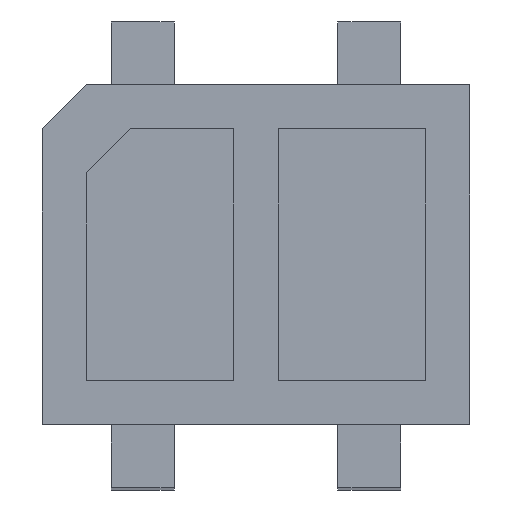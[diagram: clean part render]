
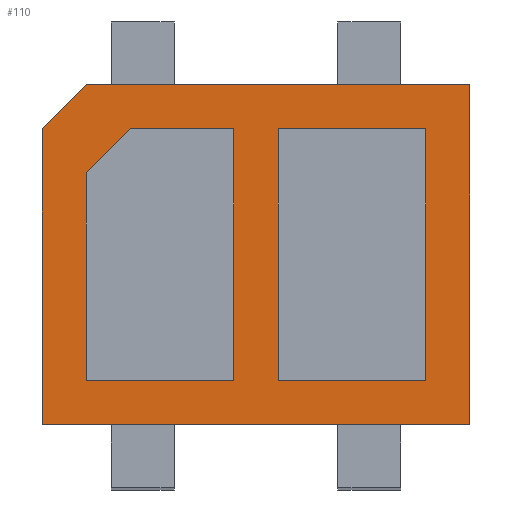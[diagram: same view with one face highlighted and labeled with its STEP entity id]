
A CAD part, top view. The second image highlights one B-rep face of the part: STEP entity #110.
In plain terms, the highlighted planar face has unit normal (0, 0, 1).
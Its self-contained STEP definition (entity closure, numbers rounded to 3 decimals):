
#33 = CARTESIAN_POINT ( 'NONE',  ( 190.607, 41.784, 1. ) ) ;
#35 = CARTESIAN_POINT ( 'NONE',  ( 193.307, 41.434, 1. ) ) ;
#39 = CARTESIAN_POINT ( 'NONE',  ( 190.957, 41.434, 1. ) ) ;
#48 = CARTESIAN_POINT ( 'NONE',  ( 193.307, 39.434, 1. ) ) ;
#86 = ORIENTED_EDGE ( 'NONE', *, *, #1437, .F. ) ;
#90 = CARTESIAN_POINT ( 'NONE',  ( 190.257, 41.434, 1. ) ) ;
#101 = ORIENTED_EDGE ( 'NONE', *, *, #1190, .T. ) ;
#105 = CARTESIAN_POINT ( 'NONE',  ( 190.607, 39.084, 1. ) ) ;
#106 = LINE ( 'NONE', #1308, #1399 ) ;
#110 = ADVANCED_FACE ( 'NONE', ( #1356, #1310, #560 ), #563, .T. ) ;
#123 = VERTEX_POINT ( 'NONE', #996 ) ;
#145 = CARTESIAN_POINT ( 'NONE',  ( 190.257, 39.084, 1. ) ) ;
#157 = EDGE_CURVE ( 'NONE', #1191, #266, #312, .T. ) ;
#171 = EDGE_CURVE ( 'NONE', #281, #937, #1379, .T. ) ;
#173 = DIRECTION ( 'NONE',  ( 0., 0., 1. ) ) ;
#186 = EDGE_CURVE ( 'NONE', #1241, #1733, #106, .T. ) ;
#198 = CARTESIAN_POINT ( 'NONE',  ( 190.257, 39.434, 1. ) ) ;
#210 = ORIENTED_EDGE ( 'NONE', *, *, #249, .T. ) ;
#216 = LINE ( 'NONE', #1139, #1422 ) ;
#240 = CARTESIAN_POINT ( 'NONE',  ( 190.257, 39.084, 1. ) ) ;
#249 = EDGE_CURVE ( 'NONE', #937, #582, #216, .T. ) ;
#252 = VECTOR ( 'NONE', #1287, 1000. ) ;
#266 = VERTEX_POINT ( 'NONE', #33 ) ;
#281 = VERTEX_POINT ( 'NONE', #39 ) ;
#311 = DIRECTION ( 'NONE',  ( -1., 0., 0. ) ) ;
#312 = LINE ( 'NONE', #725, #596 ) ;
#314 = CARTESIAN_POINT ( 'NONE',  ( 192.132, 39.084, 1. ) ) ;
#336 = DIRECTION ( 'NONE',  ( -1., 0., 0. ) ) ;
#354 = LINE ( 'NONE', #105, #496 ) ;
#361 = AXIS2_PLACEMENT_3D ( 'NONE', #145, #173, #1121 ) ;
#365 = VERTEX_POINT ( 'NONE', #485 ) ;
#372 = ORIENTED_EDGE ( 'NONE', *, *, #171, .T. ) ;
#421 = LINE ( 'NONE', #1297, #510 ) ;
#428 = VECTOR ( 'NONE', #1544, 1000. ) ;
#448 = DIRECTION ( 'NONE',  ( 1., 0., 0. ) ) ;
#469 = DIRECTION ( 'NONE',  ( -1., 0., 0. ) ) ;
#471 = CARTESIAN_POINT ( 'NONE',  ( 190.257, 41.434, 1. ) ) ;
#478 = VERTEX_POINT ( 'NONE', #1620 ) ;
#485 = CARTESIAN_POINT ( 'NONE',  ( 190.607, 41.084, 1. ) ) ;
#486 = DIRECTION ( 'NONE',  ( 1., 0., 0. ) ) ;
#496 = VECTOR ( 'NONE', #1767, 1000. ) ;
#510 = VECTOR ( 'NONE', #486, 1000. ) ;
#523 = DIRECTION ( 'NONE',  ( 0.707, 0.707, 0. ) ) ;
#538 = EDGE_CURVE ( 'NONE', #123, #365, #354, .T. ) ;
#546 = VERTEX_POINT ( 'NONE', #240 ) ;
#552 = ORIENTED_EDGE ( 'NONE', *, *, #1824, .T. ) ;
#560 = FACE_OUTER_BOUND ( 'NONE', #954, .T. ) ;
#563 = PLANE ( 'NONE',  #361 ) ;
#581 = VECTOR ( 'NONE', #860, 1000. ) ;
#582 = VERTEX_POINT ( 'NONE', #1804 ) ;
#591 = DIRECTION ( 'NONE',  ( 0., -1., 0. ) ) ;
#596 = VECTOR ( 'NONE', #311, 1000. ) ;
#622 = DIRECTION ( 'NONE',  ( 1., 0., 0. ) ) ;
#636 = VECTOR ( 'NONE', #448, 1000. ) ;
#669 = LINE ( 'NONE', #875, #1805 ) ;
#683 = VERTEX_POINT ( 'NONE', #1272 ) ;
#725 = CARTESIAN_POINT ( 'NONE',  ( 190.257, 41.784, 1. ) ) ;
#734 = LINE ( 'NONE', #1133, #1347 ) ;
#735 = ORIENTED_EDGE ( 'NONE', *, *, #1000, .F. ) ;
#753 = VECTOR ( 'NONE', #523, 1000. ) ;
#820 = ORIENTED_EDGE ( 'NONE', *, *, #1351, .T. ) ;
#840 = ORIENTED_EDGE ( 'NONE', *, *, #538, .T. ) ;
#844 = ORIENTED_EDGE ( 'NONE', *, *, #186, .T. ) ;
#860 = DIRECTION ( 'NONE',  ( 0., -1., 0. ) ) ;
#875 = CARTESIAN_POINT ( 'NONE',  ( 190.257, 39.084, 1. ) ) ;
#877 = EDGE_LOOP ( 'NONE', ( #840, #820, #372, #210, #101 ) ) ;
#904 = VECTOR ( 'NONE', #1740, 1000. ) ;
#937 = VERTEX_POINT ( 'NONE', #1786 ) ;
#954 = EDGE_LOOP ( 'NONE', ( #1079, #1341, #86, #735, #1692 ) ) ;
#996 = CARTESIAN_POINT ( 'NONE',  ( 190.607, 39.434, 1. ) ) ;
#1000 = EDGE_CURVE ( 'NONE', #546, #1543, #1169, .T. ) ;
#1040 = CARTESIAN_POINT ( 'NONE',  ( 190.607, 41.084, 1. ) ) ;
#1079 = ORIENTED_EDGE ( 'NONE', *, *, #1650, .F. ) ;
#1081 = LINE ( 'NONE', #314, #252 ) ;
#1121 = DIRECTION ( 'NONE',  ( 1., 0., 0. ) ) ;
#1123 = EDGE_CURVE ( 'NONE', #1746, #478, #1081, .T. ) ;
#1127 = CARTESIAN_POINT ( 'NONE',  ( 193.657, 41.784, 1. ) ) ;
#1133 = CARTESIAN_POINT ( 'NONE',  ( 190.257, 39.434, 1. ) ) ;
#1136 = ORIENTED_EDGE ( 'NONE', *, *, #1123, .T. ) ;
#1139 = CARTESIAN_POINT ( 'NONE',  ( 191.782, 39.084, 1. ) ) ;
#1161 = ORIENTED_EDGE ( 'NONE', *, *, #1785, .T. ) ;
#1165 = VECTOR ( 'NONE', #336, 1000. ) ;
#1169 = LINE ( 'NONE', #1391, #428 ) ;
#1190 = EDGE_CURVE ( 'NONE', #582, #123, #734, .T. ) ;
#1191 = VERTEX_POINT ( 'NONE', #1557 ) ;
#1201 = LINE ( 'NONE', #198, #1165 ) ;
#1216 = CARTESIAN_POINT ( 'NONE',  ( 190.257, 41.434, 1. ) ) ;
#1241 = VERTEX_POINT ( 'NONE', #35 ) ;
#1272 = CARTESIAN_POINT ( 'NONE',  ( 193.657, 39.084, 1. ) ) ;
#1277 = LINE ( 'NONE', #1040, #904 ) ;
#1287 = DIRECTION ( 'NONE',  ( 0., 1., 0. ) ) ;
#1297 = CARTESIAN_POINT ( 'NONE',  ( 190.257, 41.434, 1. ) ) ;
#1301 = DIRECTION ( 'NONE',  ( 0., -1., 0. ) ) ;
#1308 = CARTESIAN_POINT ( 'NONE',  ( 193.307, 39.084, 1. ) ) ;
#1310 = FACE_BOUND ( 'NONE', #1405, .T. ) ;
#1341 = ORIENTED_EDGE ( 'NONE', *, *, #157, .T. ) ;
#1347 = VECTOR ( 'NONE', #469, 1000. ) ;
#1351 = EDGE_CURVE ( 'NONE', #365, #281, #1277, .T. ) ;
#1356 = FACE_BOUND ( 'NONE', #877, .T. ) ;
#1379 = LINE ( 'NONE', #471, #636 ) ;
#1391 = CARTESIAN_POINT ( 'NONE',  ( 190.257, 41.434, 1. ) ) ;
#1399 = VECTOR ( 'NONE', #1301, 1000. ) ;
#1405 = EDGE_LOOP ( 'NONE', ( #552, #844, #1161, #1136 ) ) ;
#1422 = VECTOR ( 'NONE', #591, 1000. ) ;
#1437 = EDGE_CURVE ( 'NONE', #1543, #266, #1717, .T. ) ;
#1532 = LINE ( 'NONE', #1127, #581 ) ;
#1543 = VERTEX_POINT ( 'NONE', #90 ) ;
#1544 = DIRECTION ( 'NONE',  ( 0., 1., 0. ) ) ;
#1557 = CARTESIAN_POINT ( 'NONE',  ( 193.657, 41.784, 1. ) ) ;
#1578 = CARTESIAN_POINT ( 'NONE',  ( 192.132, 39.434, 1. ) ) ;
#1620 = CARTESIAN_POINT ( 'NONE',  ( 192.132, 41.434, 1. ) ) ;
#1650 = EDGE_CURVE ( 'NONE', #1191, #683, #1532, .T. ) ;
#1692 = ORIENTED_EDGE ( 'NONE', *, *, #1752, .T. ) ;
#1717 = LINE ( 'NONE', #1216, #753 ) ;
#1733 = VERTEX_POINT ( 'NONE', #48 ) ;
#1740 = DIRECTION ( 'NONE',  ( 0.707, 0.707, 0. ) ) ;
#1746 = VERTEX_POINT ( 'NONE', #1578 ) ;
#1752 = EDGE_CURVE ( 'NONE', #546, #683, #669, .T. ) ;
#1767 = DIRECTION ( 'NONE',  ( 0., 1., 0. ) ) ;
#1785 = EDGE_CURVE ( 'NONE', #1733, #1746, #1201, .T. ) ;
#1786 = CARTESIAN_POINT ( 'NONE',  ( 191.782, 41.434, 1. ) ) ;
#1804 = CARTESIAN_POINT ( 'NONE',  ( 191.782, 39.434, 1. ) ) ;
#1805 = VECTOR ( 'NONE', #622, 1000. ) ;
#1824 = EDGE_CURVE ( 'NONE', #478, #1241, #421, .T. ) ;
